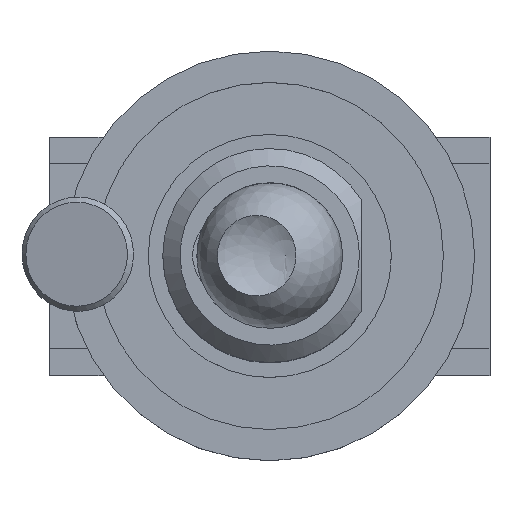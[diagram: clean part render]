
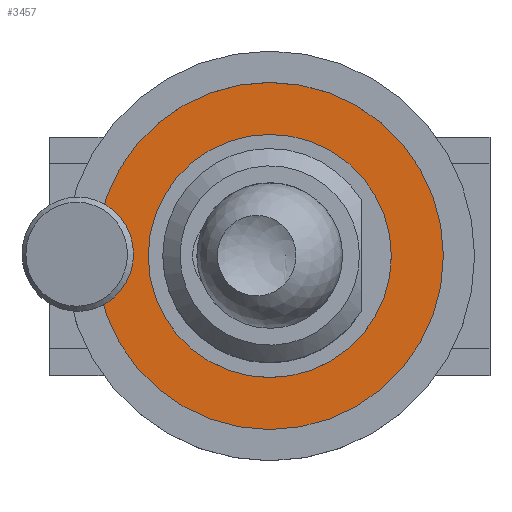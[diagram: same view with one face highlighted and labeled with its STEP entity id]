
A CAD part, top view. The second image highlights one B-rep face of the part: STEP entity #3457.
In plain terms, the highlighted planar face has unit normal (0, 0, 1).
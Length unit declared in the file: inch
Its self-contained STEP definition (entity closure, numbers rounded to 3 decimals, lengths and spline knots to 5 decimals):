
#33=FACE_BOUND('',#432,.T.);
#216=FACE_OUTER_BOUND('',#431,.T.);
#431=EDGE_LOOP('',(#2640));
#432=EDGE_LOOP('',(#2641));
#1378=CIRCLE('',#3759,0.13799);
#1381=CIRCLE('',#3763,0.19705);
#1557=VERTEX_POINT('',#5435);
#1560=VERTEX_POINT('',#5443);
#1946=EDGE_CURVE('',#1557,#1557,#1378,.T.);
#1951=EDGE_CURVE('',#1560,#1560,#1381,.T.);
#2640=ORIENTED_EDGE('',*,*,#1951,.T.);
#2641=ORIENTED_EDGE('',*,*,#1946,.F.);
#3268=PLANE('',#3764);
#3457=ADVANCED_FACE('',(#216,#33),#3268,.F.);
#3759=AXIS2_PLACEMENT_3D('',#5436,#4402,#4403);
#3763=AXIS2_PLACEMENT_3D('',#5445,#4412,#4413);
#3764=AXIS2_PLACEMENT_3D('',#5446,#4414,#4415);
#4402=DIRECTION('center_axis',(0.,0.,
1.));
#4403=DIRECTION('ref_axis',(1.,0.,0.));
#4412=DIRECTION('center_axis',(0.,0.,
1.));
#4413=DIRECTION('ref_axis',(1.,0.,0.));
#4414=DIRECTION('center_axis',(0.,0.,
-1.));
#4415=DIRECTION('ref_axis',(1.,0.,0.));
#5435=CARTESIAN_POINT('',(-0.13799,0.,0.39921));
#5436=CARTESIAN_POINT('Origin',(0.,0.,
0.39921));
#5443=CARTESIAN_POINT('',(-0.19705,0.,0.39921));
#5445=CARTESIAN_POINT('Origin',(0.,0.,
0.39921));
#5446=CARTESIAN_POINT('Origin',(0.,0.,
0.39921));
